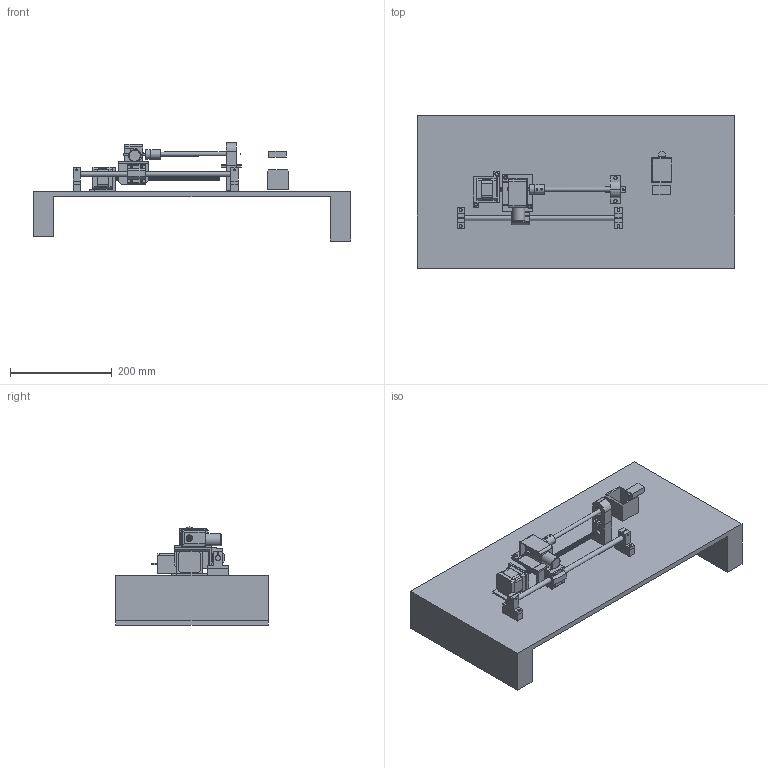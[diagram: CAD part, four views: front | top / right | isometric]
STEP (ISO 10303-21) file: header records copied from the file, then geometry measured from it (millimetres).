
FILE_DESCRIPTION(/* description */ (''),/* implementation_level */ '2;1');
FILE_NAME(/* name */ 'FRANK Main Assembly.step',/* time_stamp */ '2024-07-08T14:35:23-04:00',/* author */ (''),/* organization */ (''),/* preprocessor_version */ 'ST-DEVELOPER v20',/* originating_system */ 'Autodesk Translation Framework v13.14.0.145',/* authorisation */ '');
FILE_SCHEMA (('AUTOMOTIVE_DESIGN { 1 0 10303 214 3 1 1 }'));
Products named in the file (24): FRANK Main Assembly (v10~recovered); DC MOTOR HOUSING FRANKED v2; Mount; Stepper with LeadScrew; 10mm Linear Bearing; 10mm Shaft Clamp; 10mm Shaft Clamp_1; Mount_1; sharpener_platform; part_object_id_2; container; part_object_id_2_1; Stepper Motor Mount; Rod 10mm; Rod Mount Spacer; DCMOTOR_PLATFORM_REC v1; dcmotor_platform v1; DC MOTOR TO PENCIL ATTACHMENT v1; DC MOTOR HOUSING FRANKED v2 (1); 24V Worm Gear Motor v5; CONTAINER_REC; sharpener_housing v1; part_object_id_2 (2); dcmotor_coupler
Assembly tree (25 placements, depth 4):
  FRANK Main Assembly (v10~recovered)
    DC MOTOR HOUSING FRANKED v2
      Mount
    Stepper with LeadScrew
    10mm Linear Bearing
    10mm Shaft Clamp
      Mount_1
    10mm Shaft Clamp_1
      Mount_1
    sharpener_platform
      part_object_id_2
    container
      part_object_id_2_1
    Rod Mount Spacer  x2
    Stepper Motor Mount
    Rod 10mm
    DCMOTOR_PLATFORM_REC v1
      dcmotor_platform v1
    DC MOTOR TO PENCIL ATTACHMENT v1
      DC MOTOR HOUSING FRANKED v2 (1)
        24V Worm Gear Motor v5
    CONTAINER_REC
    sharpener_housing v1
      part_object_id_2 (2)
    dcmotor_coupler
Bounding box: 625 x 300 x 193.09 mm (x, y, z)
Volume: 4263388.1 mm3; surface area: 664001.7 mm2
Topology: 22 solids, 22 shells, 731 faces, 1912 edges, 1254 vertices
Faces by surface type: cylinder 366, plane 310, torus 32, bspline 12, cone 9, sphere 2
Full cylindrical faces by diameter (mm): 3 x20, 3.55 x4, 3.707 x4, 4 x12, 4.2 x1, 4.5 x4, 4.883 x2, 5.5 x8, 6 x2, 6.66 x4, 7.211 x105, 7.5 x4, 8 x109, 8.245 x1, 10 x3, 10.8 x1, 12 x1, 13 x1, 18.874 x2, 19 x2, 22 x1, 23 x1, 24 x1, 32 x1
Entity records: 42017 total; most frequent: CARTESIAN_POINT 24595, ORIENTED_EDGE 3690, DIRECTION 3236, EDGE_CURVE 1845, VERTEX_POINT 1210, AXIS2_PLACEMENT_3D 1117, LINE 1002, VECTOR 1002
